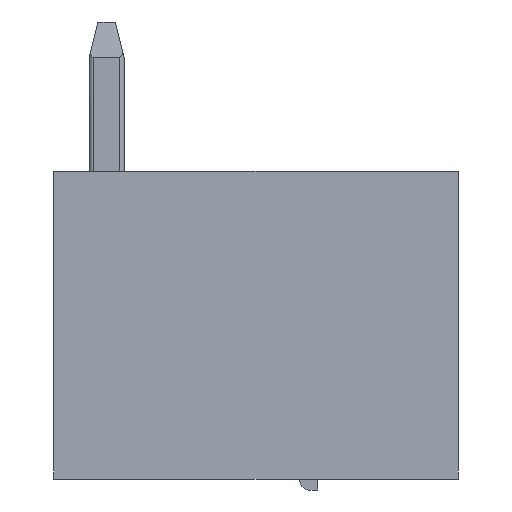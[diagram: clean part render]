
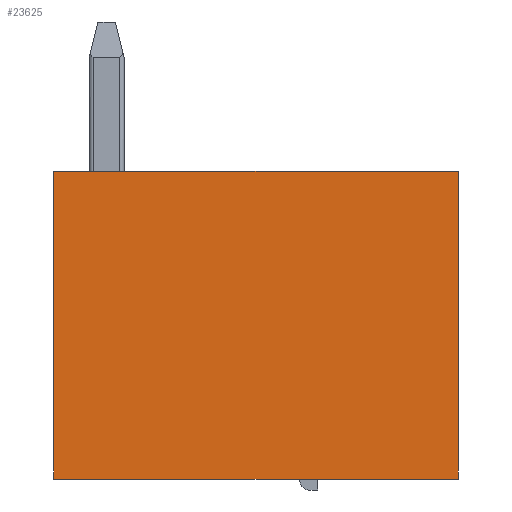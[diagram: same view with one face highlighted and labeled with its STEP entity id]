
A CAD part, front view. The second image highlights one B-rep face of the part: STEP entity #23625.
In plain terms, the highlighted planar face has unit normal (0, -1, 0).
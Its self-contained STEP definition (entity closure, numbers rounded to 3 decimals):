
#74=DIRECTION('',(0.,0.,1.));
#75=VECTOR('',#74,7.);
#76=CARTESIAN_POINT('',(0.,-4.51,-7.));
#77=LINE('',#76,#75);
#945=DIRECTION('',(0.,0.,1.));
#946=VECTOR('',#945,7.);
#947=CARTESIAN_POINT('',(9.2,-4.51,-7.));
#948=LINE('',#947,#946);
#7426=DIRECTION('',(-1.,0.,0.));
#7427=VECTOR('',#7426,9.2);
#7428=CARTESIAN_POINT('',(9.2,-4.51,0.));
#7429=LINE('',#7428,#7427);
#8031=DIRECTION('',(-1.,0.,0.));
#8032=VECTOR('',#8031,9.2);
#8033=CARTESIAN_POINT('',(9.2,-4.51,-7.));
#8034=LINE('',#8033,#8032);
#10726=CARTESIAN_POINT('',(9.2,-4.51,-7.));
#10727=CARTESIAN_POINT('',(9.2,-4.51,0.));
#10728=VERTEX_POINT('',#10726);
#10729=VERTEX_POINT('',#10727);
#10734=CARTESIAN_POINT('',(0.,-4.51,-7.));
#10735=CARTESIAN_POINT('',(0.,-4.51,0.));
#10736=VERTEX_POINT('',#10734);
#10737=VERTEX_POINT('',#10735);
#23614=CARTESIAN_POINT('',(9.2,-4.51,-7.));
#23615=DIRECTION('',(0.,1.,0.));
#23616=DIRECTION('',(0.,0.,1.));
#23617=AXIS2_PLACEMENT_3D('',#23614,#23615,#23616);
#23618=PLANE('',#23617);
#23619=ORIENTED_EDGE('',*,*,#12858,.F.);
#23620=ORIENTED_EDGE('',*,*,#12686,.T.);
#23621=ORIENTED_EDGE('',*,*,#12723,.T.);
#23622=ORIENTED_EDGE('',*,*,#23286,.F.);
#23623=EDGE_LOOP('',(#23619,#23620,#23621,#23622));
#23624=FACE_OUTER_BOUND('',#23623,.F.);
#23625=ADVANCED_FACE('',(#23624),#23618,.F.);
#12686=EDGE_CURVE('',#10728,#10736,#8034,.T.);
#12723=EDGE_CURVE('',#10736,#10737,#77,.T.);
#12858=EDGE_CURVE('',#10728,#10729,#948,.T.);
#23286=EDGE_CURVE('',#10729,#10737,#7429,.T.);
